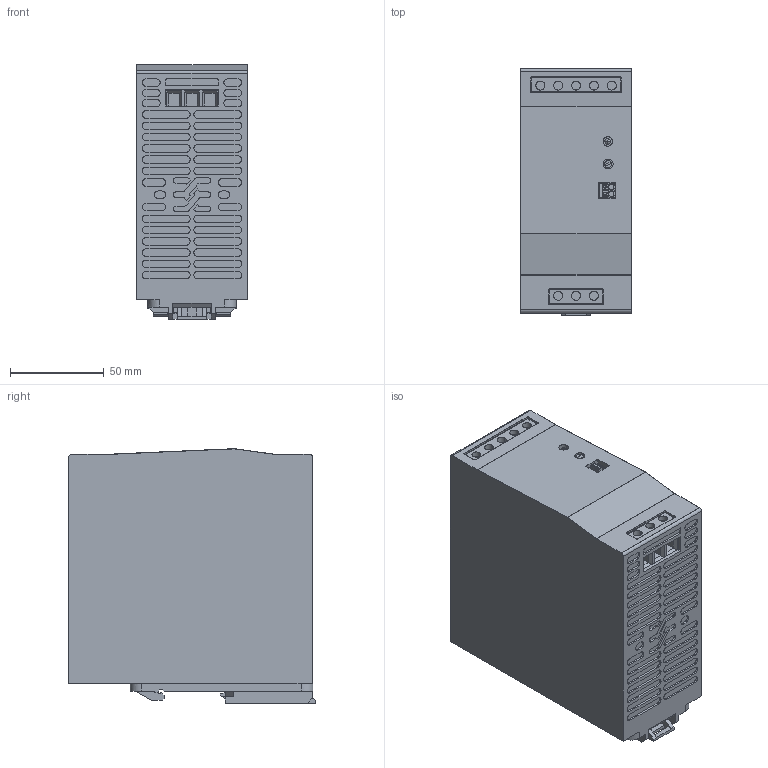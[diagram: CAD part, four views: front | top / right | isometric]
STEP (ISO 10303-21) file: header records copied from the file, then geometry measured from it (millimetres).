
FILE_DESCRIPTION(('CATIA V5 STEP Exchange','CAx-IF Rec.Pracs.--- Model Styling and Organization---1.4--- 2014-01-23'),'2;1');
FILE_NAME ('D1542731_2', '2023-11-09T09:10:57+00:00', ('none'), ('Weidmueller'), 'CATIA Version 5-6 Release 2016 SP3 HF44', 'CATIA V5 STEP AP214', 'none');
FILE_SCHEMA(('AUTOMOTIVE_DESIGN { 1 0 10303 214 1 1 1 1 }'));
Length unit declared in the file: millimetre
Products named in the file (1): S3D_PRO_BAS_480W_XXX
Bounding box: 59 x 131.2 x 135.51 mm (x, y, z)
Volume: 954520.4 mm3; surface area: 99446.5 mm2
Topology: 10 solids, 10 shells, 986 faces, 2569 edges, 1697 vertices
Faces by surface type: plane 637, cylinder 337, extrusion 8, sphere 4
Entity records: 30971 total; most frequent: CARTESIAN_POINT 6475, ORIENTED_EDGE 5130, DIRECTION 4130, EDGE_CURVE 2565, VECTOR 1834, LINE 1826, VERTEX_POINT 1697, AXIS2_PLACEMENT_3D 1454
